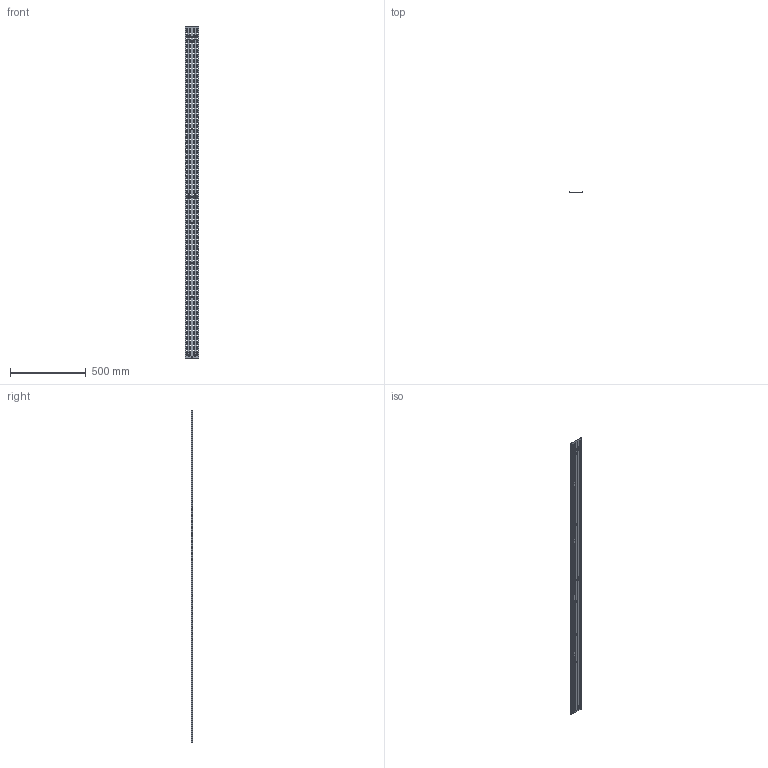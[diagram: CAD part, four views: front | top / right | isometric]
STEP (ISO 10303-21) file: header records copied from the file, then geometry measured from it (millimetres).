
FILE_DESCRIPTION (( 'STEP AP203' ), '1' );
FILE_NAME ('00406938_3D.STEP', '2022-06-20T13:47:02', ( '' ), ( '' ), 'SwSTEP 2.0', 'SolidWorks 2021', '' );
FILE_SCHEMA (( 'CONFIG_CONTROL_DESIGN' ));
Length unit declared in the file: inch
Products named in the file (1): 00406938_3D
Bounding box: 90 x 6.7 x 2196.7 mm (x, y, z)
Volume: 212658.8 mm3; surface area: 380568.8 mm2
Topology: 1 solids, 1 shells, 1145 faces, 3413 edges, 2270 vertices
Faces by surface type: plane 1108, cylinder 37
Entity records: 38864 total; most frequent: CARTESIAN_POINT 6829, ORIENTED_EDGE 6826, DIRECTION 5779, EDGE_CURVE 3413, LINE 3339, VECTOR 3339, VERTEX_POINT 2270, EDGE_LOOP 1701
